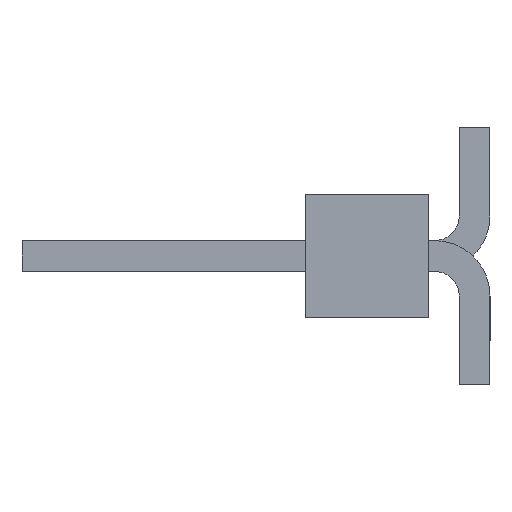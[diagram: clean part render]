
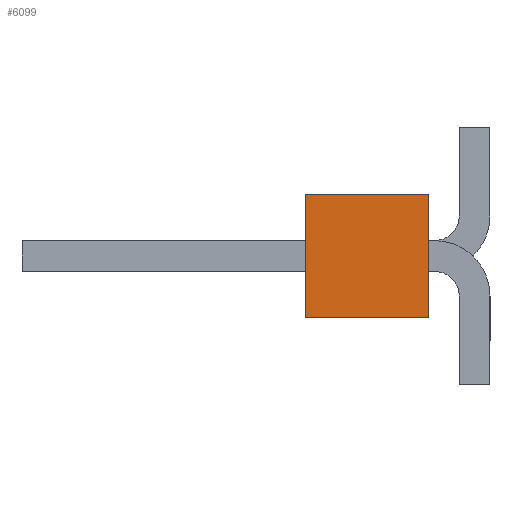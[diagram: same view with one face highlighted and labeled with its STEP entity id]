
A CAD part, left-side view. The second image highlights one B-rep face of the part: STEP entity #6099.
In plain terms, the highlighted planar face has unit normal (-1, 0, 0).
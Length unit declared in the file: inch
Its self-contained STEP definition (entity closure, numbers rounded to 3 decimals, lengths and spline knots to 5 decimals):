
#1367=ORIENTED_EDGE('',*,*,#2553,.T.);
#1368=ORIENTED_EDGE('',*,*,#2602,.F.);
#1369=ORIENTED_EDGE('',*,*,#2326,.F.);
#1370=ORIENTED_EDGE('',*,*,#2556,.T.);
#2326=EDGE_CURVE('',#3042,#3043,#3718,.T.);
#2553=EDGE_CURVE('',#3270,#3269,#3945,.T.);
#2556=EDGE_CURVE('',#3042,#3270,#3948,.T.);
#2602=EDGE_CURVE('',#3043,#3269,#3994,.T.);
#3042=VERTEX_POINT('',#9160);
#3043=VERTEX_POINT('',#9162);
#3269=VERTEX_POINT('',#9615);
#3270=VERTEX_POINT('',#9617);
#3718=LINE('',#9161,#4534);
#3945=LINE('',#9616,#4761);
#3948=LINE('',#9621,#4764);
#3994=LINE('',#9690,#4810);
#4534=VECTOR('',#7492,39.37008);
#4761=VECTOR('',#7721,39.37008);
#4764=VECTOR('',#7726,39.37008);
#4810=VECTOR('',#7818,39.37008);
#5143=EDGE_LOOP('',(#1367,#1368,#1369,#1370));
#5499=FACE_BOUND('',#5143,.T.);
#5787=PLANE('',#6486);
#6099=ADVANCED_FACE('',(#5499),#5787,.F.);
#6486=AXIS2_PLACEMENT_3D('',#9691,#7819,#7820);
#7492=DIRECTION('',(0.,0.,1.));
#7721=DIRECTION('',(0.,0.,1.));
#7726=DIRECTION('',(0.,-1.,0.));
#7818=DIRECTION('',(0.,-1.,0.));
#7819=DIRECTION('',(1.,0.,0.));
#7820=DIRECTION('',(0.,0.,-1.));
#9160=CARTESIAN_POINT('',(-0.6,0.05,-0.05));
#9161=CARTESIAN_POINT('',(-0.6,0.05,-0.05));
#9162=CARTESIAN_POINT('',(-0.6,0.05,0.05));
#9615=CARTESIAN_POINT('',(-0.6,-0.05,0.05));
#9616=CARTESIAN_POINT('',(-0.6,-0.05,-0.05));
#9617=CARTESIAN_POINT('',(-0.6,-0.05,-0.05));
#9621=CARTESIAN_POINT('',(-0.6,0.05,-0.05));
#9690=CARTESIAN_POINT('',(-0.6,0.05,0.05));
#9691=CARTESIAN_POINT('',(-0.6,0.05,-0.05));
